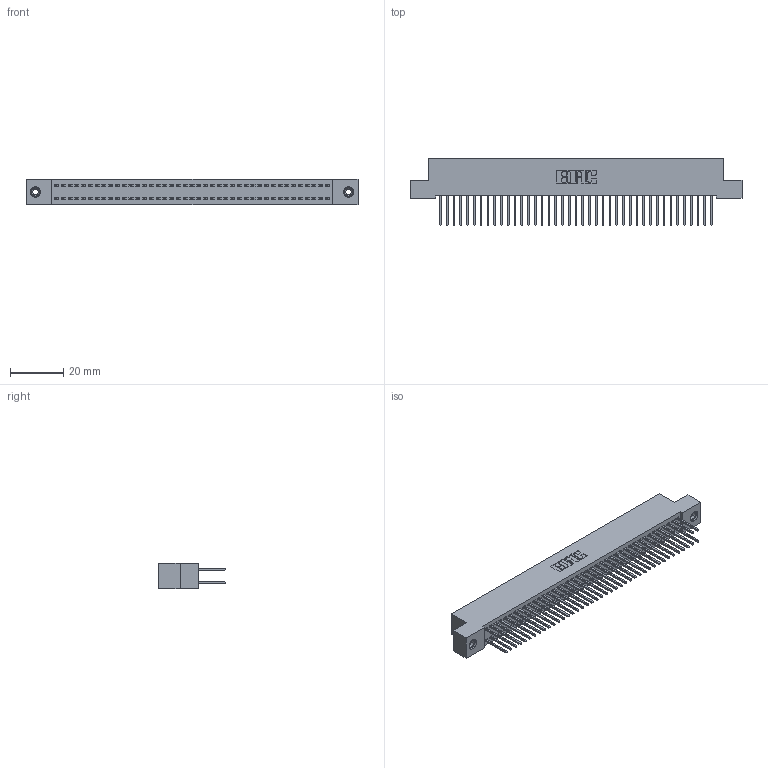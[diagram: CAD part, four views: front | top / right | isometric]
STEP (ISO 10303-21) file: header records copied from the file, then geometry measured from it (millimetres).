
FILE_DESCRIPTION (( 'STEP AP203' ), '1' );
FILE_NAME ('392-082-523-208.STEP', '2018-08-18T03:33:26', ( '' ), ( '' ), 'SwSTEP 2.0', 'SolidWorks 2016', '' );
FILE_SCHEMA (( 'CONFIG_CONTROL_DESIGN' ));
Length unit declared in the file: inch
Products named in the file (4): 342 Part_TI; 345-292-001_345-293-123; 345-250-001_345-250-003-102; 392-082-523-208
Assembly tree (85 placements, depth 2):
  392-082-523-208
    342 Part_TI
    345-292-001_345-293-123  x82
    345-250-001_345-250-003-102  x2
Bounding box: 124.46 x 25.15 x 9.4 mm (x, y, z)
Volume: 11340.4 mm3; surface area: 19159.9 mm2
Topology: 85 solids, 85 shells, 4434 faces, 13145 edges, 8646 vertices
Faces by surface type: plane 3050, cylinder 1368, cone 12, torus 4
Entity records: 27578 total; most frequent: CARTESIAN_POINT 4553, ORIENTED_EDGE 4482, DIRECTION 3923, EDGE_CURVE 2241, VECTOR 2093, LINE 2093, VERTEX_POINT 1488, AXIS2_PLACEMENT_3D 915
